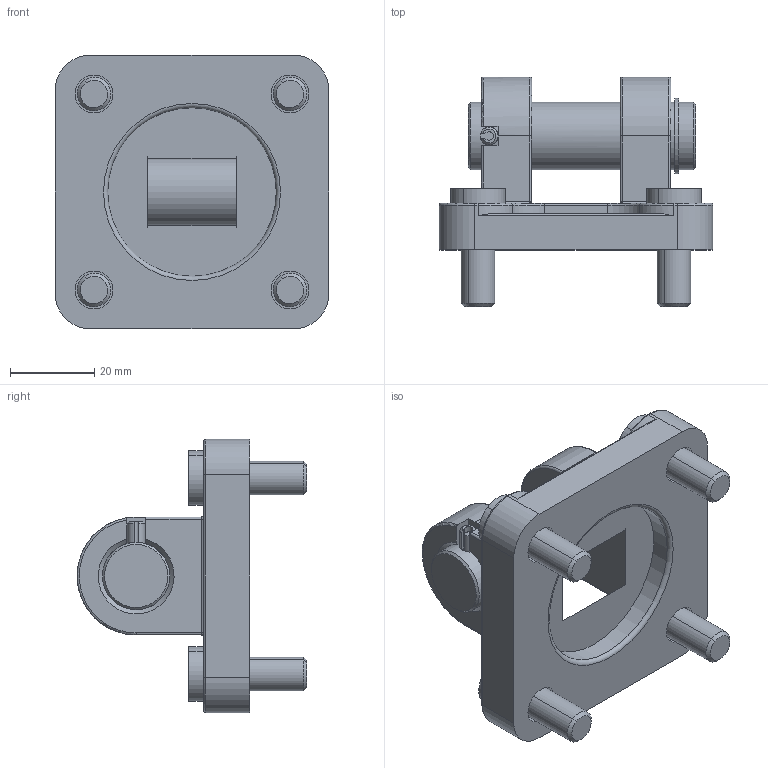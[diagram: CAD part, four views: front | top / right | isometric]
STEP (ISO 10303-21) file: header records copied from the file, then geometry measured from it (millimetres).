
FILE_DESCRIPTION(/* description */ ('Alibre Inc.'),/* implementation_level */ '2;1');
FILE_NAME(/* name */ 'export-BB0F59DB-6213-496C-A701-CD5A643484DD',/* time_stamp */ '2021-09-30T14:56:59+02:00',/* author */ (''),/* organization */ (''),/* preprocessor_version */ 'ST-DEVELOPER v17',/* originating_system */ 'Alibre',/* authorisation */ '');
FILE_SCHEMA (('AUTOMOTIVE_DESIGN'));
Length unit declared in the file: millimetre
Products named in the file (5): 07160-08x20
Bounding box: 65 x 54.5 x 65 mm (x, y, z)
Volume: 61279.8 mm3; surface area: 25053.5 mm2
Topology: 7 solids, 7 shells, 221 faces, 520 edges, 321 vertices
Faces by surface type: cylinder 91, plane 82, cone 23, torus 21, bspline 4
Full cylindrical faces by diameter (mm): 1.8 x2, 4.3 x1, 9 x4, 15 x4, 15.2 x1, 16 x4, 40 x1
Entity records: 5533 total; most frequent: CARTESIAN_POINT 1600, DIRECTION 798, ORIENTED_EDGE 734, EDGE_CURVE 367, AXIS2_PLACEMENT_3D 353, VERTEX_POINT 242, EDGE_LOOP 219, FACE_BOUND 219
